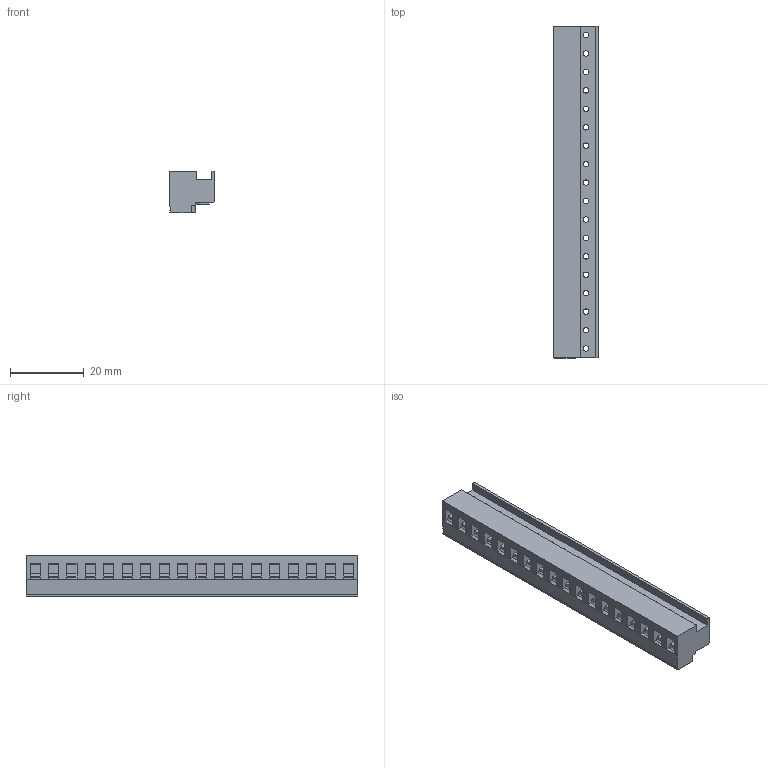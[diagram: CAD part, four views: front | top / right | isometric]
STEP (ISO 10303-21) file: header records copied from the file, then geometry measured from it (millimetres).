
FILE_DESCRIPTION((''),'2;1');
FILE_NAME('TL219T-XXP-XC','2024-11-26T09:31:35',('sheji'),(''),'CREO PARAMETRIC BY PTC INC, 2018100','CREO PARAMETRIC BY PTC INC, 2018100','');
FILE_SCHEMA(('CONFIG_CONTROL_DESIGN'));
Length unit declared in the file: millimetre
Products named in the file (1): TL219T-XXP-XC
Bounding box: 12.4 x 90 x 11.3 mm (x, y, z)
Volume: 9219.3 mm3; surface area: 6780 mm2
Topology: 1 solids, 1 shells, 559 faces, 1563 edges, 1042 vertices
Faces by surface type: plane 358, cylinder 201
Entity records: 18300 total; most frequent: CARTESIAN_POINT 3411, ORIENTED_EDGE 3126, DIRECTION 3083, EDGE_CURVE 1563, VECTOR 1089, LINE 1089, VERTEX_POINT 1042, AXIS2_PLACEMENT_3D 997
